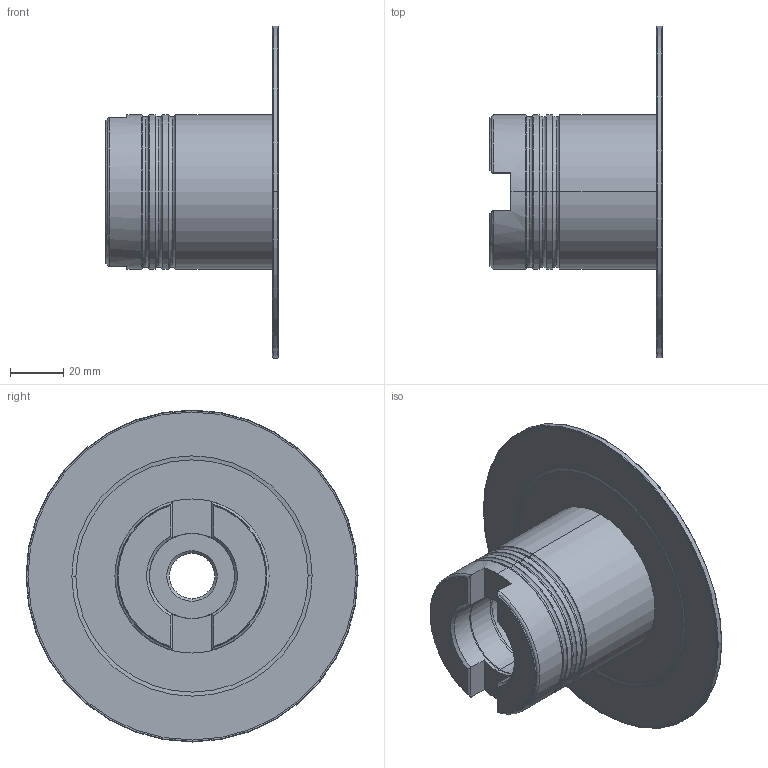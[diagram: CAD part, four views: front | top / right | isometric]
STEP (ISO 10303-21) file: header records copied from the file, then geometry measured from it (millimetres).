
FILE_DESCRIPTION (( 'STEP AP214' ), '1' );
FILE_NAME ('TFA-125-220-S07-11.STEP', '2019-04-18T06:02:34', ( '' ), ( '' ), 'SwSTEP 2.0', 'SolidWorks 2018', '' );
FILE_SCHEMA (( 'AUTOMOTIVE_DESIGN' ));
Length unit declared in the file: millimetre
Products named in the file (3): JSCHF174_1 pk; TFA-125-220-S07-11; JSCHF174 pk_Kontrolle
Assembly tree (2 placements, depth 2):
  TFA-125-220-S07-11
    JSCHF174_1 pk
    JSCHF174 pk_Kontrolle
Bounding box: 65 x 125 x 125 mm (x, y, z)
Volume: 151842.1 mm3; surface area: 45324.9 mm2
Topology: 2 solids, 2 shells, 216 faces, 494 edges, 275 vertices
Faces by surface type: cylinder 90, cone 74, torus 32, plane 20
Entity records: 6520 total; most frequent: DIRECTION 1166, CARTESIAN_POINT 1056, ORIENTED_EDGE 944, AXIS2_PLACEMENT_3D 493, EDGE_CURVE 472, VERTEX_POINT 275, CIRCLE 272, EDGE_LOOP 257
